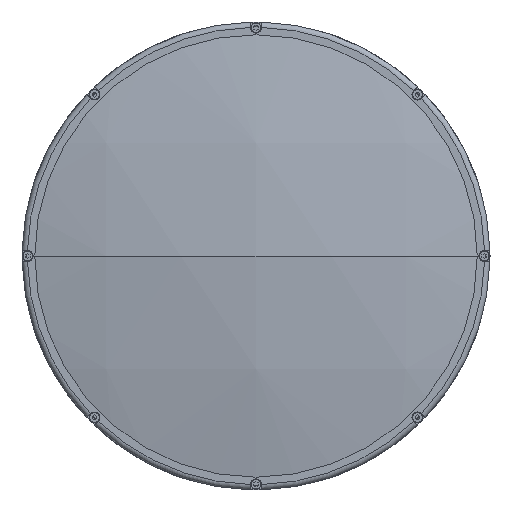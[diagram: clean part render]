
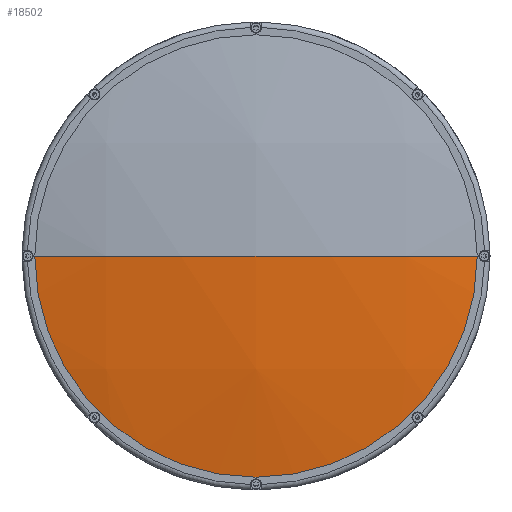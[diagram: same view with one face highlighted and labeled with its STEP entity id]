
A CAD part, left-side view. The second image highlights one B-rep face of the part: STEP entity #18502.
In plain terms, the highlighted spherical face has radius 606 mm.
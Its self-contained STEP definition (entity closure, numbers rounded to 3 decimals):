
#211 = ORIENTED_EDGE ( 'NONE', *, *, #11387, .T. ) ;
#559 = DIRECTION ( 'NONE',  ( 0., 0., 1. ) ) ;
#569 = DIRECTION ( 'NONE',  ( -1., 0., 0. ) ) ;
#571 = CARTESIAN_POINT ( 'NONE',  ( -548.274, 0.64, 0. ) ) ;
#1585 = CIRCLE ( 'NONE', #6212, 606. ) ;
#1643 = ORIENTED_EDGE ( 'NONE', *, *, #2097, .T. ) ;
#2097 = EDGE_CURVE ( 'NONE', #14014, #12189, #1585, .T. ) ;
#2613 = ORIENTED_EDGE ( 'NONE', *, *, #16541, .F. ) ;
#3759 = DIRECTION ( 'NONE',  ( 0., 0., -1. ) ) ;
#4432 = SPHERICAL_SURFACE ( 'NONE', #4928, 606. ) ;
#4928 = AXIS2_PLACEMENT_3D ( 'NONE', #14479, #3759, #11023 ) ;
#5773 = DIRECTION ( 'NONE',  ( 0., -1., 0. ) ) ;
#5839 = DIRECTION ( 'NONE',  ( 0., 0., 1. ) ) ;
#5958 = CARTESIAN_POINT ( 'NONE',  ( 44.715, 0.64, 0. ) ) ;
#6212 = AXIS2_PLACEMENT_3D ( 'NONE', #18398, #18378, #18354 ) ;
#7909 = CIRCLE ( 'NONE', #9561, 606. ) ;
#9561 = AXIS2_PLACEMENT_3D ( 'NONE', #5958, #5839, #5773 ) ;
#11023 = DIRECTION ( 'NONE',  ( 0., 1., 0. ) ) ;
#11387 = EDGE_CURVE ( 'NONE', #12318, #14014, #13445, .T. ) ;
#12066 = AXIS2_PLACEMENT_3D ( 'NONE', #571, #569, #559 ) ;
#12189 = VERTEX_POINT ( 'NONE', #16088 ) ;
#12318 = VERTEX_POINT ( 'NONE', #15016 ) ;
#13412 = FACE_OUTER_BOUND ( 'NONE', #17355, .T. ) ;
#13445 = CIRCLE ( 'NONE', #12066, 124.9 ) ;
#14014 = VERTEX_POINT ( 'NONE', #18821 ) ;
#14479 = CARTESIAN_POINT ( 'NONE',  ( 44.715, 0.64, 0. ) ) ;
#15016 = CARTESIAN_POINT ( 'NONE',  ( -548.274, 125.54, 0. ) ) ;
#16088 = CARTESIAN_POINT ( 'NONE',  ( -561.285, 0.64, 0. ) ) ;
#16541 = EDGE_CURVE ( 'NONE', #12318, #12189, #7909, .T. ) ;
#17355 = EDGE_LOOP ( 'NONE', ( #211, #1643, #2613 ) ) ;
#18354 = DIRECTION ( 'NONE',  ( 0., 1., 0. ) ) ;
#18378 = DIRECTION ( 'NONE',  ( 0., 0., -1. ) ) ;
#18398 = CARTESIAN_POINT ( 'NONE',  ( 44.715, 0.64, 0. ) ) ;
#18502 = ADVANCED_FACE ( 'NONE', ( #13412 ), #4432, .T. ) ;
#18821 = CARTESIAN_POINT ( 'NONE',  ( -548.274, -124.26, 0. ) ) ;
